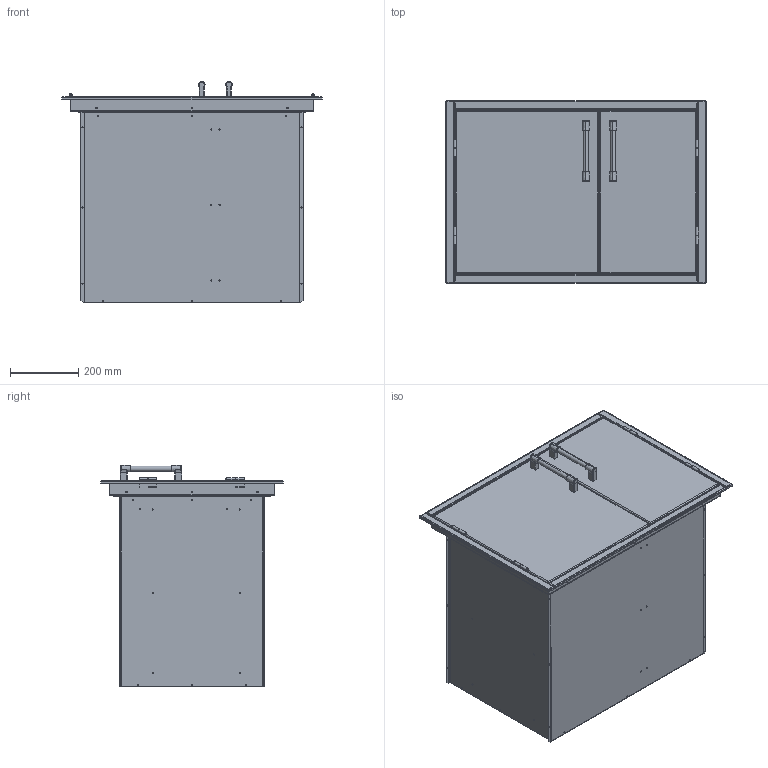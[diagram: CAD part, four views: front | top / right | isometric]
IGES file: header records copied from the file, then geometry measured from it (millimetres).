
Start section: SolidWorks IGES file using analytic representation for surfaces
Global section: file name: AXEDSP-30L.IGS; native system: SolidWorks 2017; preprocessor: SolidWorks 2017; author: jorge; date: 181004.140809; units: foot
Bounding box: 762 x 533.4 x 647.57 mm (x, y, z)
Surface area: 2137184 mm2 (no closed solid volume)
Topology: 0 solids, 0 shells, 385 faces, 4225 edges, 4224 vertices
Faces by surface type: bspline 203, revolution 182
